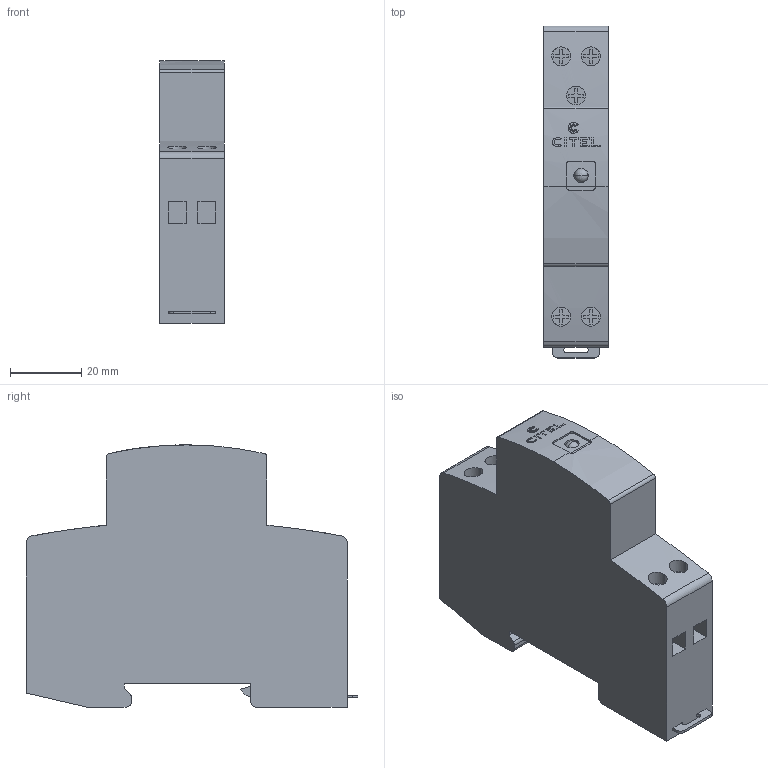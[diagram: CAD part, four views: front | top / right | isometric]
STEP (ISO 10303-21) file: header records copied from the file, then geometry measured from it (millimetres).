
FILE_DESCRIPTION(('STEP AP242'),'1');
FILE_NAME('dacn10-l21yg-275.stp','2021-11-08T13:12:44',('TraceParts'),('TraceParts S.A.'),'Spatial InterOp 3D',' ',' ');
FILE_SCHEMA(('AP242_MANAGED_MODEL_BASED_3D_ENGINEERING_MIM_LF {1 0 10303 442 1 1 4}'));
Length unit declared in the file: millimetre
Products named in the file (1): dacn10-l21yg-275
Bounding box: 18 x 93 x 73.5 mm (x, y, z)
Volume: 91222.6 mm3; surface area: 18872.6 mm2
Topology: 1 solids, 1 shells, 354 faces, 986 edges, 656 vertices
Faces by surface type: plane 295, cylinder 57, sphere 2
Entity records: 14949 total; most frequent: CARTESIAN_POINT 2947, ORIENTED_EDGE 1964, DIRECTION 1803, EDGE_CURVE 982, LINE 779, VECTOR 779, VERTEX_POINT 656, AXIS2_PLACEMENT_3D 512
